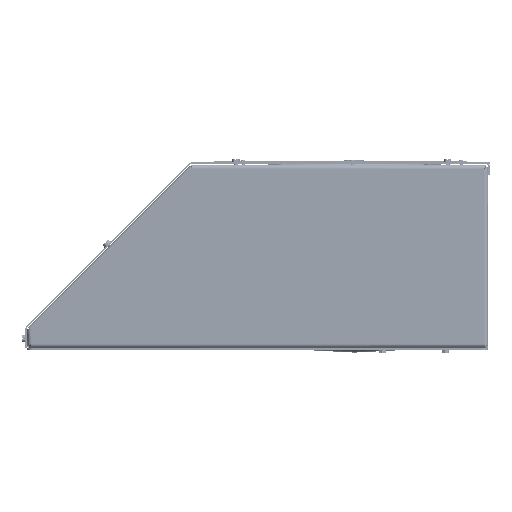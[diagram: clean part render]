
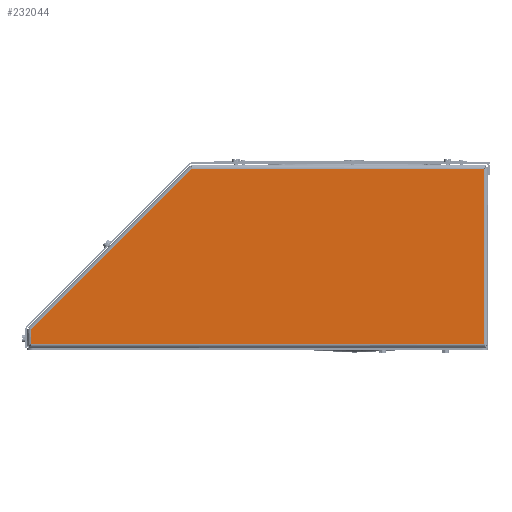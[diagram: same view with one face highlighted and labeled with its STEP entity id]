
A CAD part, left-side view. The second image highlights one B-rep face of the part: STEP entity #232044.
In plain terms, the highlighted planar face has unit normal (-1, 0, 0).
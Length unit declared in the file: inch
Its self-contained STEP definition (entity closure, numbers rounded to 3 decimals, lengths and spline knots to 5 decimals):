
#4805 = CARTESIAN_POINT ( 'NONE',  ( -32.22, -61.54035, 76.54889 ) ) ;
#43827 = ORIENTED_EDGE ( 'NONE', *, *, #99847, .T. ) ;
#47537 = LINE ( 'NONE', #180815, #177865 ) ;
#52412 = VERTEX_POINT ( 'NONE', #88868 ) ;
#58241 = CARTESIAN_POINT ( 'NONE',  ( -32.22, 16.7059, 99.028 ) ) ;
#60576 = PLANE ( 'NONE',  #74460 ) ;
#66076 = LINE ( 'NONE', #374328, #301517 ) ;
#74460 = AXIS2_PLACEMENT_3D ( 'NONE', #450681, #98958, #404600 ) ;
#88868 = CARTESIAN_POINT ( 'NONE',  ( -32.22, 16.7059, -2.3253 ) ) ;
#97485 = ORIENTED_EDGE ( 'NONE', *, *, #498210, .T. ) ;
#98958 = DIRECTION ( 'NONE',  ( 1., 0., 0. ) ) ;
#99847 = EDGE_CURVE ( 'NONE', #298880, #263263, #66076, .T. ) ;
#110923 = CARTESIAN_POINT ( 'NONE',  ( -32.22, 16.7059, -1.69736 ) ) ;
#115397 = ORIENTED_EDGE ( 'NONE', *, *, #395314, .T. ) ;
#129733 = LINE ( 'NONE', #481480, #137711 ) ;
#137711 = VECTOR ( 'NONE', #175823, 39.37008 ) ;
#175823 = DIRECTION ( 'NONE',  ( 0., -1., 0. ) ) ;
#177865 = VECTOR ( 'NONE', #409342, 39.37008 ) ;
#179174 = DIRECTION ( 'NONE',  ( 0., 0.707, -0.707 ) ) ;
#180815 = CARTESIAN_POINT ( 'NONE',  ( -32.22, -3.0753, -103.153 ) ) ;
#182525 = ORIENTED_EDGE ( 'NONE', *, *, #360591, .T. ) ;
#186311 = ORIENTED_EDGE ( 'NONE', *, *, #446504, .T. ) ;
#228763 = EDGE_LOOP ( 'NONE', ( #115397, #186311, #97485, #43827, #182525 ) ) ;
#232044 = ADVANCED_FACE ( 'NONE', ( #445688 ), #60576, .F. ) ;
#244522 = VECTOR ( 'NONE', #373940, 39.37008 ) ;
#263263 = VERTEX_POINT ( 'NONE', #425235 ) ;
#298880 = VERTEX_POINT ( 'NONE', #389179 ) ;
#299802 = VERTEX_POINT ( 'NONE', #370481 ) ;
#301517 = VECTOR ( 'NONE', #381877, 39.37008 ) ;
#360591 = EDGE_CURVE ( 'NONE', #263263, #492195, #366801, .T. ) ;
#366801 = LINE ( 'NONE', #4805, #372420 ) ;
#370481 = CARTESIAN_POINT ( 'NONE',  ( -32.22, -3.0753, -2.3253 ) ) ;
#372420 = VECTOR ( 'NONE', #179174, 39.37008 ) ;
#373940 = DIRECTION ( 'NONE',  ( 0., 0., -1. ) ) ;
#374328 = CARTESIAN_POINT ( 'NONE',  ( -32.22, -103.903, 5.3253 ) ) ;
#381877 = DIRECTION ( 'NONE',  ( 0., 1., 0. ) ) ;
#389179 = CARTESIAN_POINT ( 'NONE',  ( -32.22, -3.0753, 5.3253 ) ) ;
#395314 = EDGE_CURVE ( 'NONE', #492195, #52412, #494631, .T. ) ;
#404600 = DIRECTION ( 'NONE',  ( 0., 0., -1. ) ) ;
#409342 = DIRECTION ( 'NONE',  ( 0., 0., 1. ) ) ;
#425235 = CARTESIAN_POINT ( 'NONE',  ( -32.22, 9.68324, 5.3253 ) ) ;
#445688 = FACE_OUTER_BOUND ( 'NONE', #228763, .T. ) ;
#446504 = EDGE_CURVE ( 'NONE', #52412, #299802, #129733, .T. ) ;
#450681 = CARTESIAN_POINT ( 'NONE',  ( -32.22, 6.8153, 1.54512 ) ) ;
#481480 = CARTESIAN_POINT ( 'NONE',  ( -32.22, 117.5336, -2.3253 ) ) ;
#492195 = VERTEX_POINT ( 'NONE', #110923 ) ;
#494631 = LINE ( 'NONE', #58241, #244522 ) ;
#498210 = EDGE_CURVE ( 'NONE', #299802, #298880, #47537, .T. ) ;
